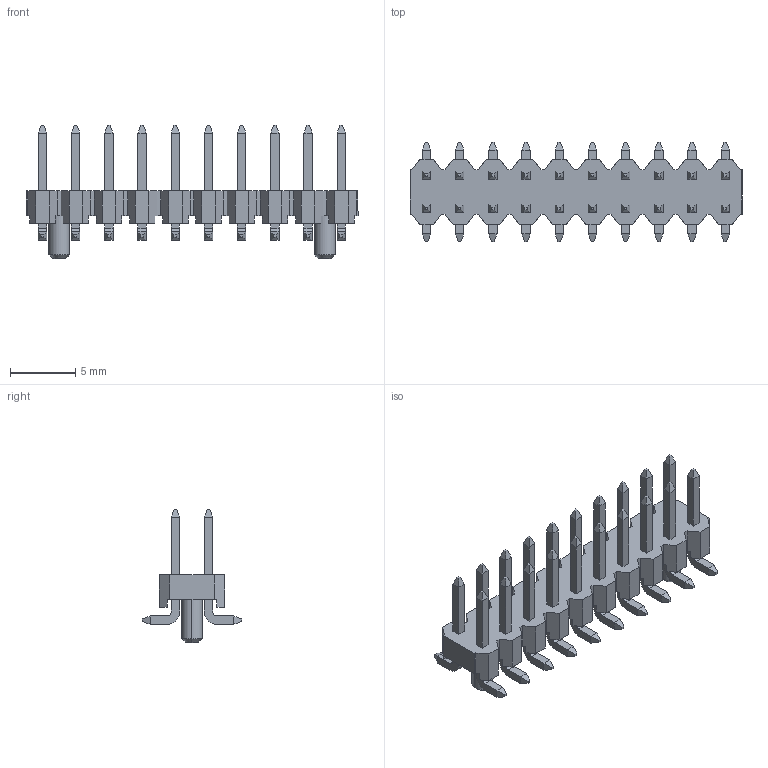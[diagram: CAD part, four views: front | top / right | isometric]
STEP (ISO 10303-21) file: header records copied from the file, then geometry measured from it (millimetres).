
FILE_DESCRIPTION(('Creo Elements/Direct Modeling STEP Export'),'2;1');
FILE_NAME('model.stp','2023-08-14T15:24:59',(''),(''),'Creo Elements/Direct Modeling STEP processor for AP214 (Solid Model)','Creo Elements/Direct Modeling 20.1D 10-Oct-2020 (C) Parametric Technology GmbH','');
FILE_SCHEMA(('AUTOMOTIVE_DESIGN { 1 0 10303 214 1 1 1 1 }'));
Length unit declared in the file: millimetre
Products named in the file (2): FQ_2.54D_20_PV
Assembly tree (1 placements, depth 2):
  FQ_2.54D_20_PV
    FQ_2.54D_20_PV
Bounding box: 25.4 x 7.6 x 10.2 mm (x, y, z)
Volume: 304.5 mm3; surface area: 869.2 mm2
Topology: 1 solids, 1 shells, 576 faces, 1432 edges, 900 vertices
Faces by surface type: plane 528, cylinder 44, cone 4
Entity records: 21159 total; most frequent: CARTESIAN_POINT 2904, ORIENTED_EDGE 2864, DIRECTION 2668, EDGE_CURVE 1432, VECTOR 1340, LINE 1340, VERTEX_POINT 900, AXIS2_PLACEMENT_3D 664
